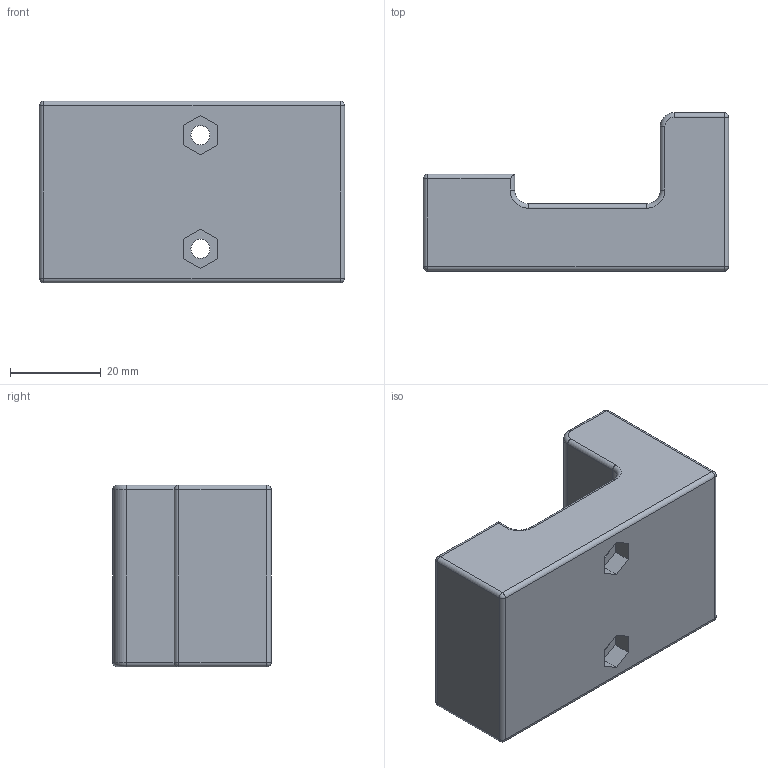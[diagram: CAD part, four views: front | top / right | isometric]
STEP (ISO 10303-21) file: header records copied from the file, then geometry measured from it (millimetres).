
FILE_DESCRIPTION (( 'STEP AP214' ), '1' );
FILE_NAME ('Yframe_clamp.STEP', '2021-01-13T20:50:51', ( '' ), ( '' ), 'SwSTEP 2.0', 'SolidWorks 2019', '' );
FILE_SCHEMA (( 'AUTOMOTIVE_DESIGN' ));
Length unit declared in the file: millimetre
Products named in the file (1): Yframe_clamp
Bounding box: 67.09 x 34.8 x 40 mm (x, y, z)
Volume: 56194.2 mm3; surface area: 11551.9 mm2
Topology: 1 solids, 1 shells, 65 faces, 153 edges, 84 vertices
Faces by surface type: cylinder 27, plane 24, sphere 8, torus 6
Entity records: 1813 total; most frequent: DIRECTION 331, CARTESIAN_POINT 301, ORIENTED_EDGE 290, EDGE_CURVE 145, AXIS2_PLACEMENT_3D 122, VECTOR 87, LINE 87, VERTEX_POINT 84
